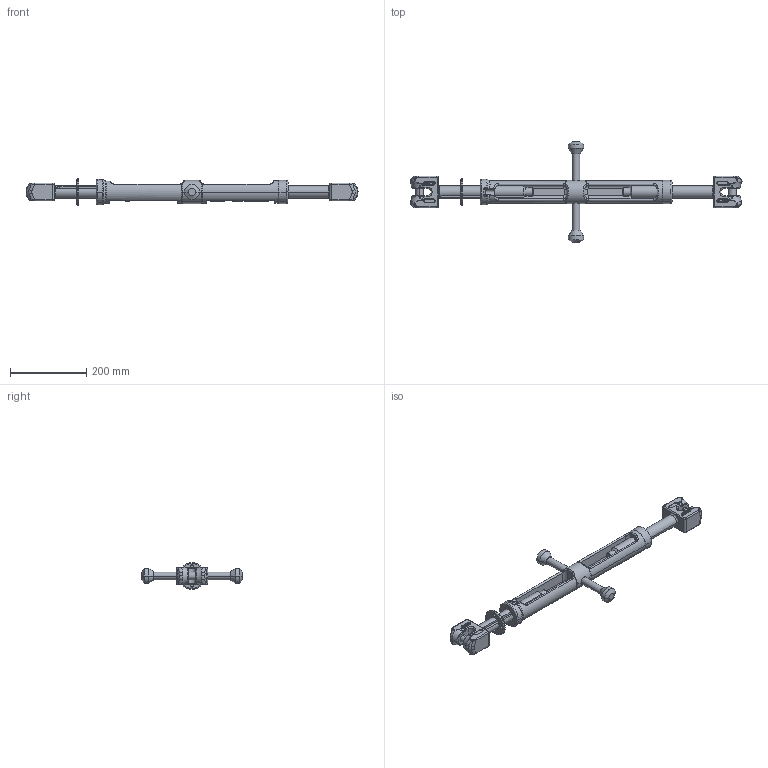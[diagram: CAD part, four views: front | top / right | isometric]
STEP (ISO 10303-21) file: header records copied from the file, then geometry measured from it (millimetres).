
FILE_DESCRIPTION((''),'2;1');
FILE_NAME('001-M34855-P-1_ASM','2013-11-18T',('Andreas.Wendler'),(''),'PRO/ENGINEER BY PARAMETRIC TECHNOLOGY CORPORATION, 2010140','PRO/ENGINEER BY PARAMETRIC TECHNOLOGY CORPORATION, 2010140','');
FILE_SCHEMA(('CONFIG_CONTROL_DESIGN'));
Length unit declared in the file: millimetre
Products named in the file (6): 001-M34850-P-1; 001-M34865-P-3; 001-M34564-P-1; 001-M34563-P-1; 001-M34565-P-1; 001-M34855-P-1_ASM
Assembly tree (5 placements, depth 2):
  001-M34855-P-1_ASM
    001-M34850-P-1
    001-M34865-P-3
    001-M34564-P-1
    001-M34563-P-1
    001-M34565-P-1
Bounding box: 872.59 x 264 x 70 mm (x, y, z)
Volume: 1649845.4 mm3; surface area: 269045.9 mm2
Topology: 5 solids, 5 shells, 1285 faces, 3393 edges, 2168 vertices
Faces by surface type: plane 861, cylinder 183, bspline 120, torus 80, cone 33, sphere 8
Entity records: 43642 total; most frequent: CARTESIAN_POINT 12145, ORIENTED_EDGE 6786, DIRECTION 6112, EDGE_CURVE 3393, VECTOR 2592, LINE 2592, VERTEX_POINT 2168, AXIS2_PLACEMENT_3D 1760
